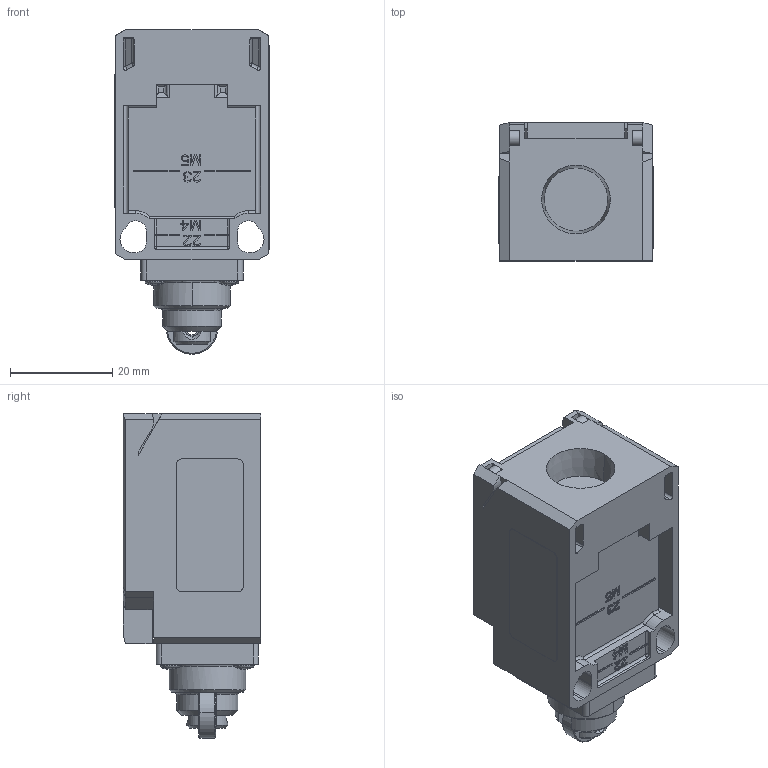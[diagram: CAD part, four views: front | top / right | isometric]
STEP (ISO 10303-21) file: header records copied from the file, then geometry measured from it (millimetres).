
FILE_DESCRIPTION((''),'2;1');
FILE_NAME('212899_ASM','2019-12-23T10:30:17',('PDMAdmin'),('BANNER ENGINEERING'),'CREO PARAMETRIC BY PTC INC, 2019292','CREO PARAMETRIC BY PTC INC, 2019292','');
FILE_SCHEMA(('CONFIG_CONTROL_DESIGN'));
Length unit declared in the file: millimetre
Products named in the file (5): SI-LS83RC10E_BODY; SI-LS83RC10E_PIN; SI-LS83RC10E_ROLLER; 93033_ASM; 212899_ASM
Assembly tree (4 placements, depth 3):
  212899_ASM
    93033_ASM
      SI-LS83RC10E_BODY
      SI-LS83RC10E_PIN
      SI-LS83RC10E_ROLLER
Bounding box: 30.2 x 27 x 63.5 mm (x, y, z)
Volume: 33171.5 mm3; surface area: 11921.2 mm2
Topology: 3 solids, 3 shells, 818 faces, 2208 edges, 1386 vertices
Faces by surface type: plane 587, cylinder 125, cone 50, torus 38, sphere 18
Entity records: 25669 total; most frequent: CARTESIAN_POINT 4979, ORIENTED_EDGE 4348, DIRECTION 4250, EDGE_CURVE 2174, VECTOR 1532, LINE 1532, VERTEX_POINT 1386, AXIS2_PLACEMENT_3D 1359
